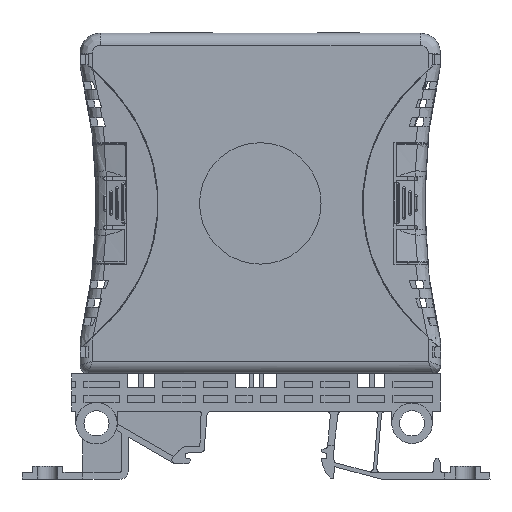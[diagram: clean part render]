
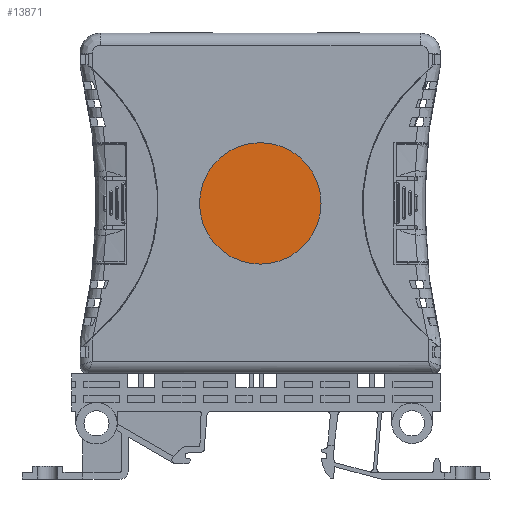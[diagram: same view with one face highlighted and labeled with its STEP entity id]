
A CAD part, left-side view. The second image highlights one B-rep face of the part: STEP entity #13871.
In plain terms, the highlighted face is planar.
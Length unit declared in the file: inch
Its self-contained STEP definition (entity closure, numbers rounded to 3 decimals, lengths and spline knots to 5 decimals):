
#2077 = CIRCLE ( 'NONE', #55281, 0.59055 ) ;
#2747 = EDGE_CURVE ( 'NONE', #56986, #44145, #2077, .T. ) ;
#8022 = CARTESIAN_POINT ( 'NONE',  ( 0.39197, -0.0094, -1.65354 ) ) ;
#9392 = ORIENTED_EDGE ( 'NONE', *, *, #85947, .T. ) ;
#13871 = ADVANCED_FACE ( 'NONE', ( #79842 ), #66249, .F. ) ;
#21893 = DIRECTION ( 'NONE',  ( 1., 0., 0. ) ) ;
#23325 = EDGE_LOOP ( 'NONE', ( #9392, #38958 ) ) ;
#32450 = DIRECTION ( 'NONE',  ( 0., 0., -1. ) ) ;
#35577 = AXIS2_PLACEMENT_3D ( 'NONE', #8022, #21893, #69912 ) ;
#38958 = ORIENTED_EDGE ( 'NONE', *, *, #2747, .T. ) ;
#39794 = CARTESIAN_POINT ( 'NONE',  ( 0.39197, -0.0094, -2.24409 ) ) ;
#44145 = VERTEX_POINT ( 'NONE', #39794 ) ;
#44971 = DIRECTION ( 'NONE',  ( -1., 0., 0. ) ) ;
#52884 = CARTESIAN_POINT ( 'NONE',  ( 0.39197, -0.0094, -1.65354 ) ) ;
#53475 = DIRECTION ( 'NONE',  ( 1., 0., 0. ) ) ;
#55281 = AXIS2_PLACEMENT_3D ( 'NONE', #52884, #53475, #32450 ) ;
#56986 = VERTEX_POINT ( 'NONE', #85692 ) ;
#58765 = CARTESIAN_POINT ( 'NONE',  ( 0.39197, -0.0094, -1.65354 ) ) ;
#66249 = PLANE ( 'NONE',  #81569 ) ;
#69912 = DIRECTION ( 'NONE',  ( 0., 0., -1. ) ) ;
#72828 = DIRECTION ( 'NONE',  ( 0., -1., 0. ) ) ;
#79842 = FACE_OUTER_BOUND ( 'NONE', #23325, .T. ) ;
#81569 = AXIS2_PLACEMENT_3D ( 'NONE', #58765, #44971, #72828 ) ;
#85692 = CARTESIAN_POINT ( 'NONE',  ( 0.39197, -0.0094, -1.06299 ) ) ;
#85947 = EDGE_CURVE ( 'NONE', #44145, #56986, #86860, .T. ) ;
#86860 = CIRCLE ( 'NONE', #35577, 0.59055 ) ;
